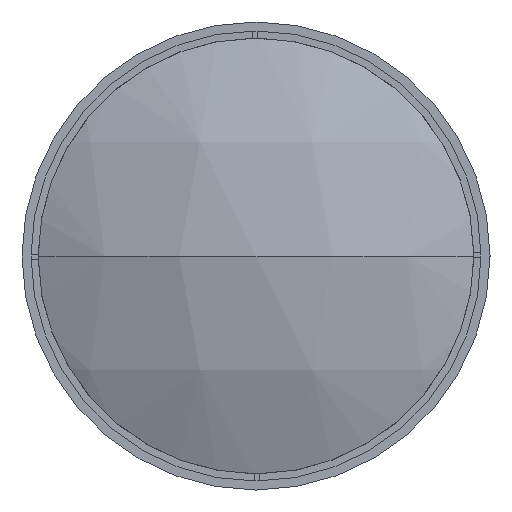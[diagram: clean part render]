
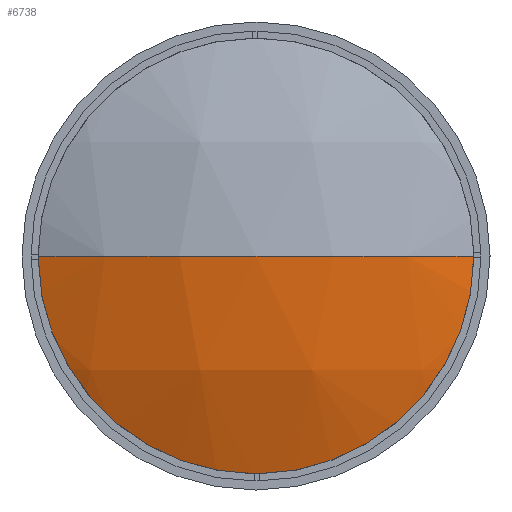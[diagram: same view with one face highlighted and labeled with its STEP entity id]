
A CAD part, left-side view. The second image highlights one B-rep face of the part: STEP entity #6738.
In plain terms, the highlighted spherical face has radius 144.52 mm.
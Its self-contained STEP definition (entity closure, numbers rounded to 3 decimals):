
#224 = FACE_OUTER_BOUND ( 'NONE', #5571, .T. ) ;
#498 = DIRECTION ( 'NONE',  ( 0., 0., 1. ) ) ;
#547 = CARTESIAN_POINT ( 'NONE',  ( 144.52, 0., 0. ) ) ;
#1097 = CIRCLE ( 'NONE', #28866, 144.52 ) ;
#2105 = EDGE_CURVE ( 'NONE', #5418, #5736, #5222, .T. ) ;
#2945 = DIRECTION ( 'NONE',  ( 0., 1., 0. ) ) ;
#3083 = EDGE_CURVE ( 'NONE', #3461, #5736, #1097, .T. ) ;
#3461 = VERTEX_POINT ( 'NONE', #7460 ) ;
#5222 = CIRCLE ( 'NONE', #7283, 144.52 ) ;
#5418 = VERTEX_POINT ( 'NONE', #29479 ) ;
#5571 = EDGE_LOOP ( 'NONE', ( #25876, #29271, #8519 ) ) ;
#5736 = VERTEX_POINT ( 'NONE', #20477 ) ;
#5918 = DIRECTION ( 'NONE',  ( -1., 0., 0. ) ) ;
#6738 = ADVANCED_FACE ( 'NONE', ( #224 ), #24691, .T. ) ;
#7283 = AXIS2_PLACEMENT_3D ( 'NONE', #13158, #13049, #12188 ) ;
#7460 = CARTESIAN_POINT ( 'NONE',  ( 13.975, 62., 0. ) ) ;
#8519 = ORIENTED_EDGE ( 'NONE', *, *, #3083, .F. ) ;
#12188 = DIRECTION ( 'NONE',  ( 0., 1., 0. ) ) ;
#13049 = DIRECTION ( 'NONE',  ( 0., 0., -1. ) ) ;
#13158 = CARTESIAN_POINT ( 'NONE',  ( 144.52, 0., 0. ) ) ;
#14688 = CARTESIAN_POINT ( 'NONE',  ( 144.52, 0., 0. ) ) ;
#14740 = DIRECTION ( 'NONE',  ( 0., 0., -1. ) ) ;
#17107 = DIRECTION ( 'NONE',  ( 1., 0., 0. ) ) ;
#20084 = CARTESIAN_POINT ( 'NONE',  ( 13.975, 0., 0. ) ) ;
#20477 = CARTESIAN_POINT ( 'NONE',  ( 0., 0., 0. ) ) ;
#21573 = AXIS2_PLACEMENT_3D ( 'NONE', #547, #14740, #2945 ) ;
#22421 = DIRECTION ( 'NONE',  ( 0., 0., 1. ) ) ;
#24691 = SPHERICAL_SURFACE ( 'NONE', #21573, 144.52 ) ;
#24719 = CIRCLE ( 'NONE', #27644, 62. ) ;
#25468 = EDGE_CURVE ( 'NONE', #3461, #5418, #24719, .T. ) ;
#25876 = ORIENTED_EDGE ( 'NONE', *, *, #25468, .T. ) ;
#27644 = AXIS2_PLACEMENT_3D ( 'NONE', #20084, #5918, #22421 ) ;
#28866 = AXIS2_PLACEMENT_3D ( 'NONE', #14688, #498, #17107 ) ;
#29271 = ORIENTED_EDGE ( 'NONE', *, *, #2105, .T. ) ;
#29479 = CARTESIAN_POINT ( 'NONE',  ( 13.975, -62., 0. ) ) ;
